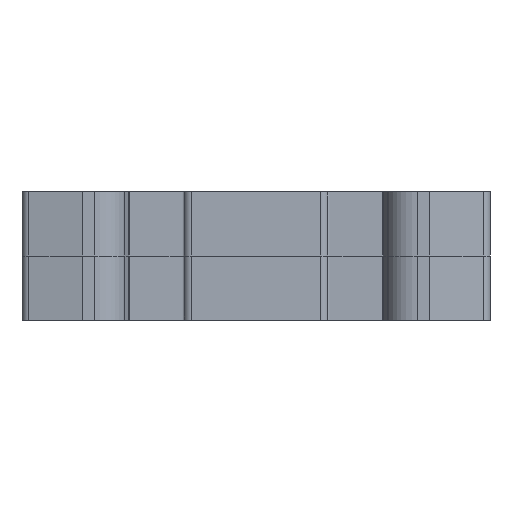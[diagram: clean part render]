
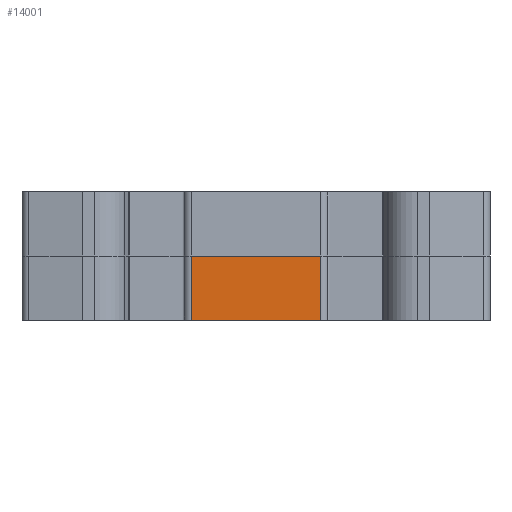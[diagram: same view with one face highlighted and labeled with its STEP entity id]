
A CAD part, front view. The second image highlights one B-rep face of the part: STEP entity #14001.
In plain terms, the highlighted planar face has unit normal (0, -1, 0).
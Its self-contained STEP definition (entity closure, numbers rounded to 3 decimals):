
#1289 = PLANE('',#1290);
#1290 = AXIS2_PLACEMENT_3D('',#1291,#1292,#1293);
#1291 = CARTESIAN_POINT('',(0.,-6.2,0.));
#1292 = DIRECTION('',(0.,0.,-1.));
#1293 = DIRECTION('',(-1.,0.,0.));
#3413 = VERTEX_POINT('',#3414);
#3414 = CARTESIAN_POINT('',(-8.,-0.2,0.));
#3433 = CYLINDRICAL_SURFACE('',#3434,1.);
#3434 = AXIS2_PLACEMENT_3D('',#3435,#3436,#3437);
#3435 = CARTESIAN_POINT('',(-8.,0.8,7.958));
#3436 = DIRECTION('',(0.,0.,-1.));
#3437 = DIRECTION('',(-1.,0.,0.));
#3445 = EDGE_CURVE('',#3446,#3413,#3448,.T.);
#3446 = VERTEX_POINT('',#3447);
#3447 = CARTESIAN_POINT('',(8.,-0.2,0.));
#3448 = SURFACE_CURVE('',#3449,(#3453,#3460),.PCURVE_S1.);
#3449 = LINE('',#3450,#3451);
#3450 = CARTESIAN_POINT('',(8.,-0.2,0.));
#3451 = VECTOR('',#3452,1.);
#3452 = DIRECTION('',(-1.,0.,0.));
#3453 = PCURVE('',#1289,#3454);
#3454 = DEFINITIONAL_REPRESENTATION('',(#3455),#3459);
#3455 = LINE('',#3456,#3457);
#3456 = CARTESIAN_POINT('',(-8.,6.));
#3457 = VECTOR('',#3458,1.);
#3458 = DIRECTION('',(1.,0.));
#3459 = ( GEOMETRIC_REPRESENTATION_CONTEXT(2) 
PARAMETRIC_REPRESENTATION_CONTEXT() REPRESENTATION_CONTEXT('2D SPACE',''
  ) );
#3460 = PCURVE('',#3461,#3466);
#3461 = PLANE('',#3462);
#3462 = AXIS2_PLACEMENT_3D('',#3463,#3464,#3465);
#3463 = CARTESIAN_POINT('',(9.,-0.2,7.95));
#3464 = DIRECTION('',(0.,1.,0.));
#3465 = DIRECTION('',(-1.,0.,0.));
#3466 = DEFINITIONAL_REPRESENTATION('',(#3467),#3471);
#3467 = LINE('',#3468,#3469);
#3468 = CARTESIAN_POINT('',(1.,-7.95));
#3469 = VECTOR('',#3470,1.);
#3470 = DIRECTION('',(1.,0.));
#3471 = ( GEOMETRIC_REPRESENTATION_CONTEXT(2) 
PARAMETRIC_REPRESENTATION_CONTEXT() REPRESENTATION_CONTEXT('2D SPACE',''
  ) );
#3494 = CYLINDRICAL_SURFACE('',#3495,1.);
#3495 = AXIS2_PLACEMENT_3D('',#3496,#3497,#3498);
#3496 = CARTESIAN_POINT('',(8.,0.8,-0.008));
#3497 = DIRECTION('',(0.,0.,1.));
#3498 = DIRECTION('',(1.,0.,0.));
#8618 = PLANE('',#8619);
#8619 = AXIS2_PLACEMENT_3D('',#8620,#8621,#8622);
#8620 = CARTESIAN_POINT('',(-9.,-0.2,7.95));
#8621 = DIRECTION('',(0.,1.,0.));
#8622 = DIRECTION('',(1.,0.,0.));
#13957 = EDGE_CURVE('',#13958,#3413,#13960,.T.);
#13958 = VERTEX_POINT('',#13959);
#13959 = CARTESIAN_POINT('',(-8.,-0.2,7.95));
#13960 = SURFACE_CURVE('',#13961,(#13965,#13972),.PCURVE_S1.);
#13961 = LINE('',#13962,#13963);
#13962 = CARTESIAN_POINT('',(-8.,-0.2,7.95));
#13963 = VECTOR('',#13964,1.);
#13964 = DIRECTION('',(0.,0.,-1.));
#13965 = PCURVE('',#3433,#13966);
#13966 = DEFINITIONAL_REPRESENTATION('',(#13967),#13971);
#13967 = LINE('',#13968,#13969);
#13968 = CARTESIAN_POINT('',(4.712,0.008));
#13969 = VECTOR('',#13970,1.);
#13970 = DIRECTION('',(0.,1.));
#13971 = ( GEOMETRIC_REPRESENTATION_CONTEXT(2) 
PARAMETRIC_REPRESENTATION_CONTEXT() REPRESENTATION_CONTEXT('2D SPACE',''
  ) );
#13972 = PCURVE('',#3461,#13973);
#13973 = DEFINITIONAL_REPRESENTATION('',(#13974),#13978);
#13974 = LINE('',#13975,#13976);
#13975 = CARTESIAN_POINT('',(17.,0.));
#13976 = VECTOR('',#13977,1.);
#13977 = DIRECTION('',(0.,-1.));
#13978 = ( GEOMETRIC_REPRESENTATION_CONTEXT(2) 
PARAMETRIC_REPRESENTATION_CONTEXT() REPRESENTATION_CONTEXT('2D SPACE',''
  ) );
#14001 = ADVANCED_FACE('',(#14002),#3461,.F.);
#14002 = FACE_BOUND('',#14003,.F.);
#14003 = EDGE_LOOP('',(#14004,#14027,#14048,#14049));
#14004 = ORIENTED_EDGE('',*,*,#14005,.T.);
#14005 = EDGE_CURVE('',#13958,#14006,#14008,.T.);
#14006 = VERTEX_POINT('',#14007);
#14007 = CARTESIAN_POINT('',(8.,-0.2,7.95));
#14008 = SURFACE_CURVE('',#14009,(#14013,#14020),.PCURVE_S1.);
#14009 = LINE('',#14010,#14011);
#14010 = CARTESIAN_POINT('',(-8.,-0.2,7.95));
#14011 = VECTOR('',#14012,1.);
#14012 = DIRECTION('',(1.,0.,0.));
#14013 = PCURVE('',#3461,#14014);
#14014 = DEFINITIONAL_REPRESENTATION('',(#14015),#14019);
#14015 = LINE('',#14016,#14017);
#14016 = CARTESIAN_POINT('',(17.,0.));
#14017 = VECTOR('',#14018,1.);
#14018 = DIRECTION('',(-1.,0.));
#14019 = ( GEOMETRIC_REPRESENTATION_CONTEXT(2) 
PARAMETRIC_REPRESENTATION_CONTEXT() REPRESENTATION_CONTEXT('2D SPACE',''
  ) );
#14020 = PCURVE('',#8618,#14021);
#14021 = DEFINITIONAL_REPRESENTATION('',(#14022),#14026);
#14022 = LINE('',#14023,#14024);
#14023 = CARTESIAN_POINT('',(1.,0.));
#14024 = VECTOR('',#14025,1.);
#14025 = DIRECTION('',(1.,0.));
#14026 = ( GEOMETRIC_REPRESENTATION_CONTEXT(2) 
PARAMETRIC_REPRESENTATION_CONTEXT() REPRESENTATION_CONTEXT('2D SPACE',''
  ) );
#14027 = ORIENTED_EDGE('',*,*,#14028,.F.);
#14028 = EDGE_CURVE('',#3446,#14006,#14029,.T.);
#14029 = SURFACE_CURVE('',#14030,(#14034,#14041),.PCURVE_S1.);
#14030 = LINE('',#14031,#14032);
#14031 = CARTESIAN_POINT('',(8.,-0.2,0.));
#14032 = VECTOR('',#14033,1.);
#14033 = DIRECTION('',(0.,0.,1.));
#14034 = PCURVE('',#3461,#14035);
#14035 = DEFINITIONAL_REPRESENTATION('',(#14036),#14040);
#14036 = LINE('',#14037,#14038);
#14037 = CARTESIAN_POINT('',(1.,-7.95));
#14038 = VECTOR('',#14039,1.);
#14039 = DIRECTION('',(0.,1.));
#14040 = ( GEOMETRIC_REPRESENTATION_CONTEXT(2) 
PARAMETRIC_REPRESENTATION_CONTEXT() REPRESENTATION_CONTEXT('2D SPACE',''
  ) );
#14041 = PCURVE('',#3494,#14042);
#14042 = DEFINITIONAL_REPRESENTATION('',(#14043),#14047);
#14043 = LINE('',#14044,#14045);
#14044 = CARTESIAN_POINT('',(4.712,0.008));
#14045 = VECTOR('',#14046,1.);
#14046 = DIRECTION('',(0.,1.));
#14047 = ( GEOMETRIC_REPRESENTATION_CONTEXT(2) 
PARAMETRIC_REPRESENTATION_CONTEXT() REPRESENTATION_CONTEXT('2D SPACE',''
  ) );
#14048 = ORIENTED_EDGE('',*,*,#3445,.T.);
#14049 = ORIENTED_EDGE('',*,*,#13957,.F.);
